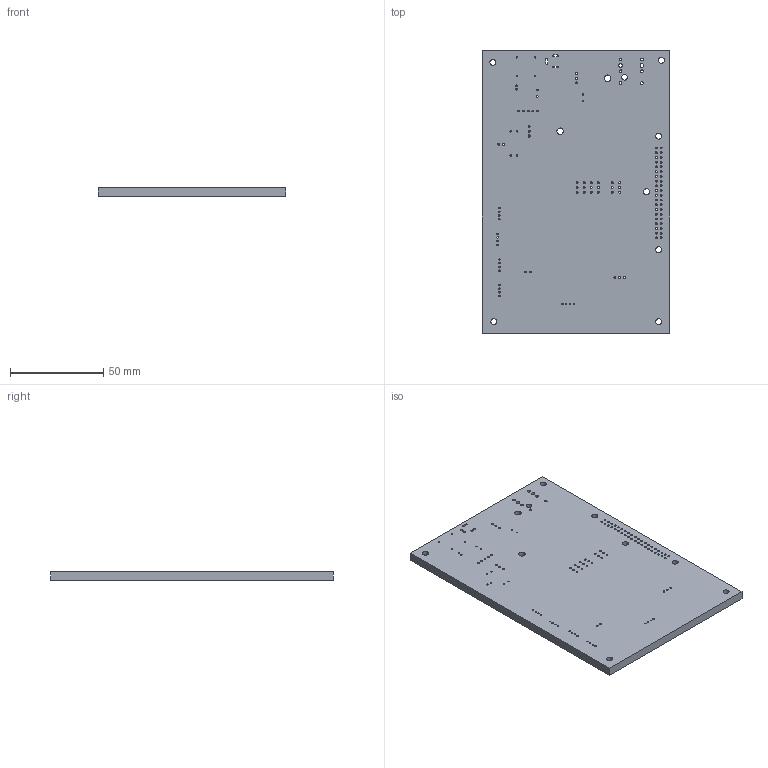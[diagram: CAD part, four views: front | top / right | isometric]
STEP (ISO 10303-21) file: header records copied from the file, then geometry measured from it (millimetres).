
FILE_DESCRIPTION(('KiCad electronic assembly'),'2;1');
FILE_NAME('seqPCB.step','2022-10-26T19:28:13',('Pcbnew'),('Kicad'), 'Open CASCADE STEP processor 7.6','KiCad to STEP converter','Unknown' );
FILE_SCHEMA(('AUTOMOTIVE_DESIGN { 1 0 10303 214 1 1 1 1 }'));
Length unit declared in the file: millimetre
Products named in the file (2): seqPCB 1; sequencer-hardware PCB
Assembly tree (1 placements, depth 2):
  seqPCB 1
    sequencer-hardware PCB
Bounding box: 100.58 x 151.38 x 4.69 mm (x, y, z)
Volume: 70551.1 mm3; surface area: 34727.4 mm2
Topology: 1 solids, 1 shells, 146 faces, 432 edges, 288 vertices
Faces by surface type: cylinder 134, plane 12
Full cylindrical faces by diameter (mm): 0.7 x4, 0.75 x20, 0.8 x10, 1 x70, 1.1 x6, 1.5 x6, 2 x2, 3 x1, 3.2 x7, 3.5 x2
Entity records: 12035 total; most frequent: CARTESIAN_POINT 3340, DIRECTION 1592, ORIENTED_EDGE 864, PCURVE 864, DEFINITIONAL_REPRESENTATION 864, LINE 760, VECTOR 760, EDGE_CURVE 432
